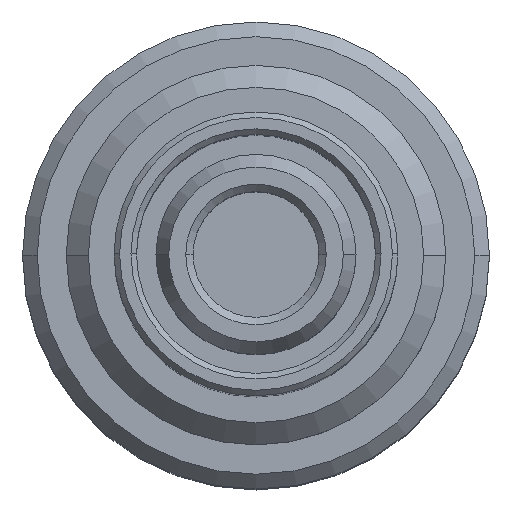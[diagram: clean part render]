
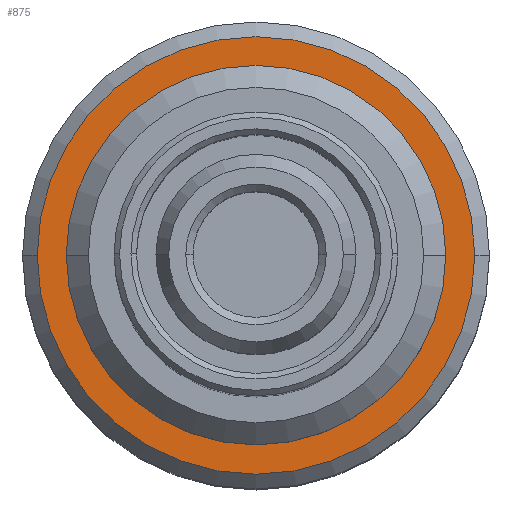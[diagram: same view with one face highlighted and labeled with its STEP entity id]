
A CAD part, top view. The second image highlights one B-rep face of the part: STEP entity #875.
In plain terms, the highlighted planar face has unit normal (0, 0, 1).
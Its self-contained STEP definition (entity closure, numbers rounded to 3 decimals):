
#154 = PLANE ( 'NONE',  #3414 ) ;
#267 = CIRCLE ( 'NONE', #4808, 2.3 ) ;
#522 = DIRECTION ( 'NONE',  ( 0., 0., -1. ) ) ;
#775 = AXIS2_PLACEMENT_3D ( 'NONE', #2681, #3883, #3905 ) ;
#798 = ORIENTED_EDGE ( 'NONE', *, *, #4278, .T. ) ;
#843 = DIRECTION ( 'NONE',  ( 0., 0., -1. ) ) ;
#875 = ADVANCED_FACE ( 'NONE', ( #5111, #1440 ), #154, .F. ) ;
#876 = CARTESIAN_POINT ( 'NONE',  ( 0., 0., -12. ) ) ;
#1440 = FACE_OUTER_BOUND ( 'NONE', #3133, .T. ) ;
#1627 = DIRECTION ( 'NONE',  ( -1., 0., 0. ) ) ;
#1705 = VERTEX_POINT ( 'NONE', #2711 ) ;
#1793 = CIRCLE ( 'NONE', #3173, 2.975 ) ;
#2016 = EDGE_CURVE ( 'NONE', #3997, #1705, #3174, .T. ) ;
#2067 = CIRCLE ( 'NONE', #2157, 2.975 ) ;
#2157 = AXIS2_PLACEMENT_3D ( 'NONE', #876, #843, #1627 ) ;
#2245 = DIRECTION ( 'NONE',  ( -1., 0., 0. ) ) ;
#2444 = CARTESIAN_POINT ( 'NONE',  ( 0., 0., -12. ) ) ;
#2681 = CARTESIAN_POINT ( 'NONE',  ( 0., 0., -12. ) ) ;
#2711 = CARTESIAN_POINT ( 'NONE',  ( -2.3, 0., -12. ) ) ;
#2875 = EDGE_CURVE ( 'NONE', #3946, #3859, #2067, .T. ) ;
#2999 = DIRECTION ( 'NONE',  ( -1., 0., 0. ) ) ;
#3027 = CARTESIAN_POINT ( 'NONE',  ( -2.975, 0., -12. ) ) ;
#3133 = EDGE_LOOP ( 'NONE', ( #4473, #3540 ) ) ;
#3173 = AXIS2_PLACEMENT_3D ( 'NONE', #2444, #4912, #2999 ) ;
#3174 = CIRCLE ( 'NONE', #775, 2.3 ) ;
#3414 = AXIS2_PLACEMENT_3D ( 'NONE', #3938, #4343, #5035 ) ;
#3519 = ORIENTED_EDGE ( 'NONE', *, *, #2016, .T. ) ;
#3540 = ORIENTED_EDGE ( 'NONE', *, *, #3809, .F. ) ;
#3809 = EDGE_CURVE ( 'NONE', #3859, #3946, #1793, .T. ) ;
#3859 = VERTEX_POINT ( 'NONE', #4582 ) ;
#3883 = DIRECTION ( 'NONE',  ( 0., 0., -1. ) ) ;
#3905 = DIRECTION ( 'NONE',  ( -1., 0., 0. ) ) ;
#3938 = CARTESIAN_POINT ( 'NONE',  ( 0., 2.975, -12. ) ) ;
#3946 = VERTEX_POINT ( 'NONE', #3027 ) ;
#3997 = VERTEX_POINT ( 'NONE', #5189 ) ;
#4278 = EDGE_CURVE ( 'NONE', #1705, #3997, #267, .T. ) ;
#4343 = DIRECTION ( 'NONE',  ( 0., 0., -1. ) ) ;
#4473 = ORIENTED_EDGE ( 'NONE', *, *, #2875, .F. ) ;
#4582 = CARTESIAN_POINT ( 'NONE',  ( 2.975, 0., -12. ) ) ;
#4808 = AXIS2_PLACEMENT_3D ( 'NONE', #5055, #522, #2245 ) ;
#4866 = EDGE_LOOP ( 'NONE', ( #798, #3519 ) ) ;
#4912 = DIRECTION ( 'NONE',  ( 0., 0., -1. ) ) ;
#5035 = DIRECTION ( 'NONE',  ( 0., -1., 0. ) ) ;
#5055 = CARTESIAN_POINT ( 'NONE',  ( 0., 0., -12. ) ) ;
#5111 = FACE_BOUND ( 'NONE', #4866, .T. ) ;
#5189 = CARTESIAN_POINT ( 'NONE',  ( 2.3, 0., -12. ) ) ;
